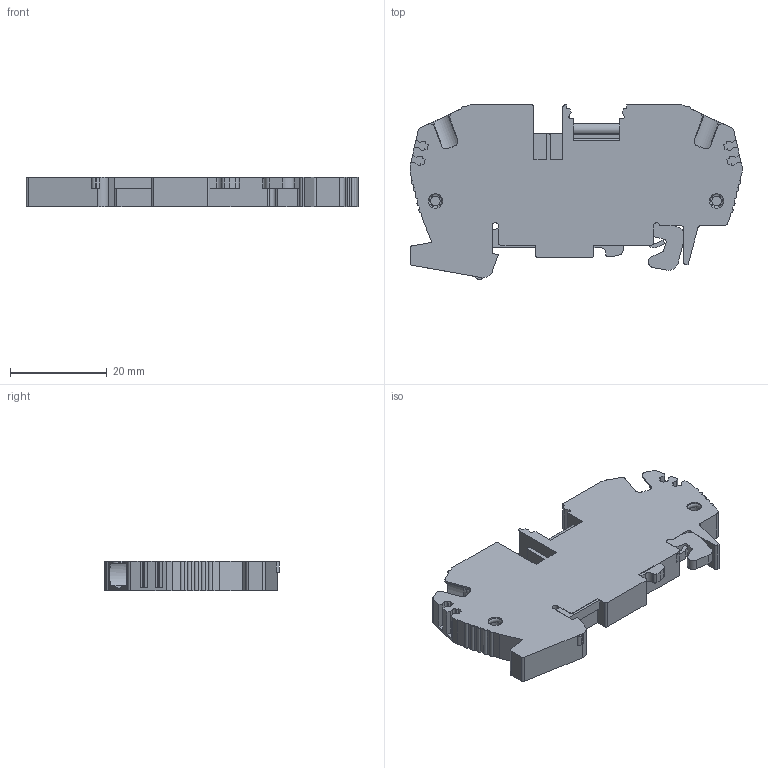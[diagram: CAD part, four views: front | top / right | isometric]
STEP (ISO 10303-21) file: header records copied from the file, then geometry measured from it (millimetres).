
FILE_DESCRIPTION(/* description */ ('Unknown'),/* implementation_level */ '2;1');
FILE_NAME(/* name */ 'BKF-04-T',/* time_stamp */ '2024-10-22T19:07:33-03:00',/* author */ ('Unknown'),/* organization */ ('Unknown'),/* preprocessor_version */ 'ST-DEVELOPER v16.7',/* originating_system */ 'Solid Edge',/* authorisation */ 'Unknown');
FILE_SCHEMA (('AUTOMOTIVE_DESIGN {1 0 10303 214 3 1 1}'));
Length unit declared in the file: millimetre
Products named in the file (1): BKF-04-T
Bounding box: 68.5 x 36.02 x 6.1 mm (x, y, z)
Volume: 9554.8 mm3; surface area: 6896.1 mm2
Topology: 1 solids, 1 shells, 338 faces, 962 edges, 632 vertices
Faces by surface type: plane 229, cylinder 99, cone 6, torus 4
Full cylindrical faces by diameter (mm): 2.2 x2, 3 x4
Entity records: 13292 total; most frequent: CARTESIAN_POINT 2063, ORIENTED_EDGE 1892, DIRECTION 1784, EDGE_CURVE 946, LINE 702, VECTOR 702, VERTEX_POINT 628, AXIS2_PLACEMENT_3D 541
